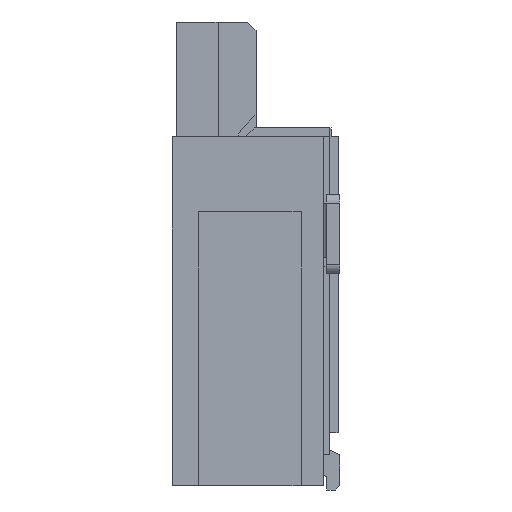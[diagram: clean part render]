
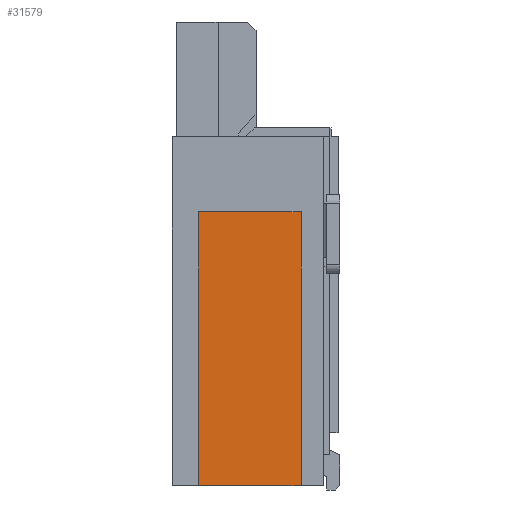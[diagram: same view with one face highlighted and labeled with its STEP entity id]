
A CAD part, left-side view. The second image highlights one B-rep face of the part: STEP entity #31579.
In plain terms, the highlighted planar face has unit normal (-1, 0, 0).
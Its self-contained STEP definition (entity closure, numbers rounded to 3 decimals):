
#9797=DIRECTION('',(0.,1.,0.));
#9798=VECTOR('',#9797,1.16);
#9799=CARTESIAN_POINT('',(-8.1,0.42,-1.25));
#9800=LINE('',#9799,#9798);
#9837=DIRECTION('',(0.,0.,-1.));
#9838=VECTOR('',#9837,3.1);
#9839=CARTESIAN_POINT('',(-8.1,1.58,1.85));
#9840=LINE('',#9839,#9838);
#9841=DIRECTION('',(0.,1.,0.));
#9842=VECTOR('',#9841,1.16);
#9843=CARTESIAN_POINT('',(-8.1,0.42,1.85));
#9844=LINE('',#9843,#9842);
#9845=DIRECTION('',(0.,0.,1.));
#9846=VECTOR('',#9845,3.1);
#9847=CARTESIAN_POINT('',(-8.1,0.42,-1.25));
#9848=LINE('',#9847,#9846);
#16525=CARTESIAN_POINT('',(-8.1,0.42,1.85));
#16526=CARTESIAN_POINT('',(-8.1,1.58,1.85));
#16527=VERTEX_POINT('',#16525);
#16528=VERTEX_POINT('',#16526);
#16537=CARTESIAN_POINT('',(-8.1,0.42,-1.25));
#16538=CARTESIAN_POINT('',(-8.1,1.58,-1.25));
#16539=VERTEX_POINT('',#16537);
#16540=VERTEX_POINT('',#16538);
#31566=CARTESIAN_POINT('',(-8.1,0.,0.));
#31567=DIRECTION('',(-1.,0.,0.));
#31568=DIRECTION('',(0.,0.,1.));
#31569=AXIS2_PLACEMENT_3D('',#31566,#31567,#31568);
#31570=PLANE('',#31569);
#31571=ORIENTED_EDGE('',*,*,#31530,.T.);
#31573=ORIENTED_EDGE('',*,*,#31572,.F.);
#31575=ORIENTED_EDGE('',*,*,#31574,.F.);
#31576=ORIENTED_EDGE('',*,*,#31518,.F.);
#31577=EDGE_LOOP('',(#31571,#31573,#31575,#31576));
#31578=FACE_OUTER_BOUND('',#31577,.F.);
#31579=ADVANCED_FACE('',(#31578),#31570,.T.);
#31518=EDGE_CURVE('',#16539,#16527,#9848,.T.);
#31530=EDGE_CURVE('',#16539,#16540,#9800,.T.);
#31572=EDGE_CURVE('',#16528,#16540,#9840,.T.);
#31574=EDGE_CURVE('',#16527,#16528,#9844,.T.);
